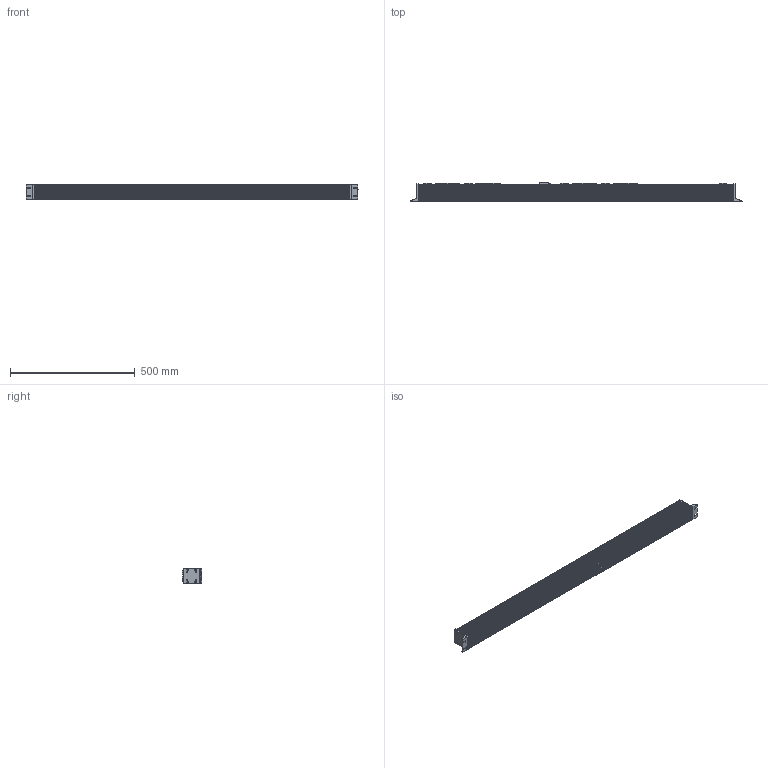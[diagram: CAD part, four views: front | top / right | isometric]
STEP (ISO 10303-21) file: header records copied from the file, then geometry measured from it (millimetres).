
FILE_DESCRIPTION(/* description */ (''),/* implementation_level */ '2;1');
FILE_NAME(/* name */ 'Power_Control_8712_v240819.step',/* time_stamp */ '2024-08-19T18:50:02+02:00',/* author */ (''),/* organization */ (''),/* preprocessor_version */ 'ST-DEVELOPER v20',/* originating_system */ 'Autodesk Translation Framework v13.14.0.145',/* authorisation */ '');
FILE_SCHEMA (('AUTOMOTIVE_DESIGN { 1 0 10303 214 3 1 1 }'));
Products named in the file (12): short_assembly; V6_Teil-1-Bauteil; Component2; V8_360_3_BANK-1-10; Component2_1; V8_190_DISP_30X; Component3; V8_360_3_BANK-11-20; Component2_2; V8_354_C19; Component2_3; Component1
Assembly tree (11 placements, depth 3):
  short_assembly
    V6_Teil-1-Bauteil
      Component2
    V8_360_3_BANK-1-10
      Component2_1
    V8_190_DISP_30X
      Component3
    V8_360_3_BANK-11-20
      Component2_2
    V8_354_C19
      Component2_3
    Component1
Bounding box: 1332 x 78.89 x 63.45 mm (x, y, z)
Volume: 5270045.5 mm3; surface area: 480499.1 mm2
Topology: 241 solids, 241 shells, 7583 faces, 19981 edges, 13022 vertices
Faces by surface type: bspline 3163, plane 3114, cylinder 1052, torus 220, cone 24, sphere 10
Full cylindrical faces by diameter (mm): 2.828 x8, 5.5 x8, 6.5 x2
Entity records: 268645 total; most frequent: CARTESIAN_POINT 101774, ORIENTED_EDGE 39930, DIRECTION 24502, EDGE_CURVE 19965, VERTEX_POINT 13022, LINE 11476, VECTOR 11476, EDGE_LOOP 7929
